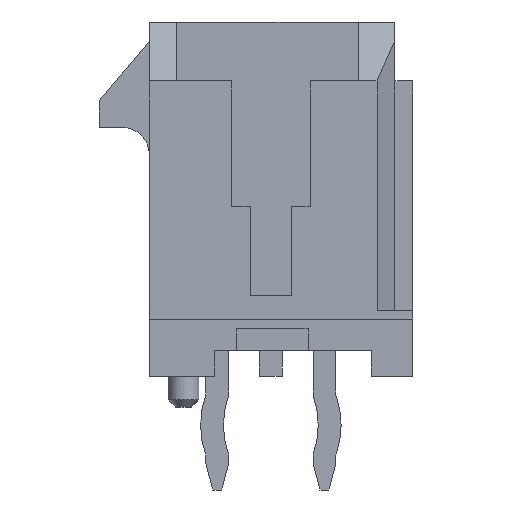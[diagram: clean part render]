
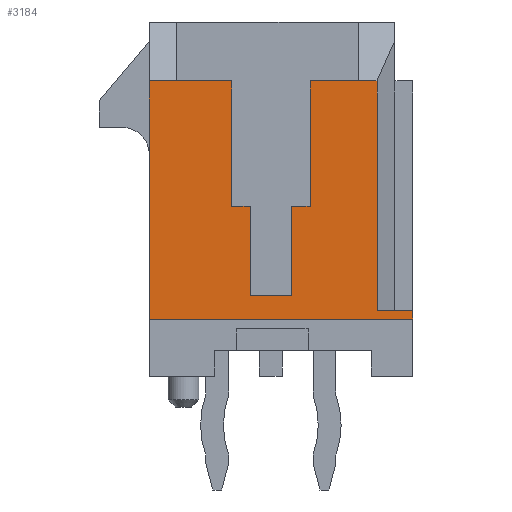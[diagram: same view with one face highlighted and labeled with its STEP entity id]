
A CAD part, left-side view. The second image highlights one B-rep face of the part: STEP entity #3184.
In plain terms, the highlighted planar face has unit normal (-1, 0, 0).
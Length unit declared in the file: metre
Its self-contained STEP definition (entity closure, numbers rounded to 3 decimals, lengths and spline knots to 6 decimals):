
#1580 = EDGE_CURVE( '', #4473, #4474, #4475, .T. );
#1740 = EDGE_CURVE( '', #4755, #4756, #4757, .T. );
#2120 = EDGE_CURVE( '', #5395, #5396, #5397, .T. );
#2220 = EDGE_CURVE( '', #4474, #5551, #5552, .T. );
#2344 = EDGE_CURVE( '', #4692, #5551, #5734, .T. );
#2432 = EDGE_CURVE( '', #5263, #5481, #5867, .T. );
#2722 = EDGE_CURVE( '', #6273, #5396, #6274, .T. );
#2854 = EDGE_CURVE( '', #4756, #5299, #6455, .T. );
#2856 = EDGE_CURVE( '', #6273, #5263, #6457, .T. );
#2962 = EDGE_CURVE( '', #5236, #6111, #6598, .T. );
#3184 = ADVANCED_FACE( '', ( #6884 ), #6885, .F. );
#3318 = EDGE_CURVE( '', #5481, #7050, #7051, .T. );
#3792 = EDGE_CURVE( '', #5299, #4473, #7626, .T. );
#3860 = EDGE_CURVE( '', #5236, #5395, #7708, .T. );
#3968 = EDGE_CURVE( '', #6111, #4755, #7825, .T. );
#3974 = EDGE_CURVE( '', #4692, #5914, #7831, .T. );
#4028 = EDGE_CURVE( '', #7050, #5914, #7897, .T. );
#4473 = VERTEX_POINT( '', #8413 );
#4474 = VERTEX_POINT( '', #8414 );
#4475 = LINE( '', #8415, #8416 );
#4692 = VERTEX_POINT( '', #8720 );
#4755 = VERTEX_POINT( '', #8807 );
#4756 = VERTEX_POINT( '', #8808 );
#4757 = LINE( '', #8809, #8810 );
#5236 = VERTEX_POINT( '', #9479 );
#5263 = VERTEX_POINT( '', #9520 );
#5299 = VERTEX_POINT( '', #9570 );
#5395 = VERTEX_POINT( '', #9712 );
#5396 = VERTEX_POINT( '', #9713 );
#5397 = LINE( '', #9714, #9715 );
#5481 = VERTEX_POINT( '', #9840 );
#5551 = VERTEX_POINT( '', #9946 );
#5552 = LINE( '', #9947, #9948 );
#5734 = LINE( '', #10203, #10204 );
#5867 = LINE( '', #10403, #10404 );
#5914 = VERTEX_POINT( '', #10478 );
#6111 = VERTEX_POINT( '', #10761 );
#6273 = VERTEX_POINT( '', #11012 );
#6274 = LINE( '', #11013, #11014 );
#6455 = LINE( '', #11274, #11275 );
#6457 = LINE( '', #11278, #11279 );
#6598 = LINE( '', #11487, #11488 );
#6884 = FACE_OUTER_BOUND( '', #11920, .T. );
#6885 = PLANE( '', #11921 );
#7050 = VERTEX_POINT( '', #12182 );
#7051 = LINE( '', #12183, #12184 );
#7626 = LINE( '', #13072, #13073 );
#7708 = LINE( '', #13200, #13201 );
#7825 = LINE( '', #13408, #13409 );
#7831 = LINE( '', #13420, #13421 );
#7897 = LINE( '', #13515, #13516 );
#8413 = CARTESIAN_POINT( '', ( -0.007825, 0.000143, 0.002278 ) );
#8414 = CARTESIAN_POINT( '', ( -0.007825, 0.000143, 0.004778 ) );
#8415 = CARTESIAN_POINT( '', ( -0.007825, 0.000143, 0.002278 ) );
#8416 = VECTOR( '', #13983, 1. );
#8720 = CARTESIAN_POINT( '', ( -0.007825, 0.000668, 0.008278 ) );
#8807 = CARTESIAN_POINT( '', ( -0.007825, -0.001532, 0.004778 ) );
#8808 = CARTESIAN_POINT( '', ( -0.007825, -0.001007, 0.004778 ) );
#8809 = CARTESIAN_POINT( '', ( -0.007825, -0.001532, 0.004778 ) );
#8810 = VECTOR( '', #14239, 1. );
#9479 = CARTESIAN_POINT( '', ( -0.007825, -0.002882, 0.008278 ) );
#9520 = CARTESIAN_POINT( '', ( -0.007825, -0.004402, 0.001618 ) );
#9570 = CARTESIAN_POINT( '', ( -0.007825, -0.001007, 0.002278 ) );
#9712 = CARTESIAN_POINT( '', ( -0.007825, -0.003402, 0.008278 ) );
#9713 = CARTESIAN_POINT( '', ( -0.007825, -0.003402, 0.001868 ) );
#9714 = CARTESIAN_POINT( '', ( -0.007825, -0.003402, 0.008278 ) );
#9715 = VECTOR( '', #14898, 1. );
#9840 = CARTESIAN_POINT( '', ( -0.007825, 0.002968, 0.001618 ) );
#9946 = CARTESIAN_POINT( '', ( -0.007825, 0.000668, 0.004778 ) );
#9947 = CARTESIAN_POINT( '', ( -0.007825, 0.000143, 0.004778 ) );
#9948 = VECTOR( '', #15027, 1. );
#10203 = CARTESIAN_POINT( '', ( -0.007825, 0.000668, 0.008278 ) );
#10204 = VECTOR( '', #15278, 1. );
#10403 = CARTESIAN_POINT( '', ( -0.007825, -0.004402, 0.001618 ) );
#10404 = VECTOR( '', #15396, 1. );
#10478 = CARTESIAN_POINT( '', ( -0.007825, 0.002208, 0.008278 ) );
#10761 = CARTESIAN_POINT( '', ( -0.007825, -0.001532, 0.008278 ) );
#11012 = CARTESIAN_POINT( '', ( -0.007825, -0.004402, 0.001868 ) );
#11013 = CARTESIAN_POINT( '', ( -0.007825, -0.004402, 0.001868 ) );
#11014 = VECTOR( '', #15855, 1. );
#11274 = CARTESIAN_POINT( '', ( -0.007825, -0.001007, 0.004778 ) );
#11275 = VECTOR( '', #16106, 1. );
#11278 = CARTESIAN_POINT( '', ( -0.007825, -0.004402, 0.001868 ) );
#11279 = VECTOR( '', #16107, 1. );
#11487 = CARTESIAN_POINT( '', ( -0.007825, -0.002882, 0.008278 ) );
#11488 = VECTOR( '', #16311, 1. );
#11920 = EDGE_LOOP( '', ( #16681, #16682, #16683, #16684, #16685, #16686, #16687, #16688, #16689, #16690, #16691, #16692, #16693, #16694, #16695, #16696 ) );
#11921 = AXIS2_PLACEMENT_3D( '', #16697, #16698, #16699 );
#12182 = CARTESIAN_POINT( '', ( -0.007825, 0.002968, 0.008278 ) );
#12183 = CARTESIAN_POINT( '', ( -0.007825, 0.002968, 0.001618 ) );
#12184 = VECTOR( '', #16927, 1. );
#13072 = CARTESIAN_POINT( '', ( -0.007825, -0.001007, 0.002278 ) );
#13073 = VECTOR( '', #17735, 1. );
#13200 = CARTESIAN_POINT( '', ( -0.007825, -0.002882, 0.008278 ) );
#13201 = VECTOR( '', #17870, 1. );
#13408 = CARTESIAN_POINT( '', ( -0.007825, -0.001532, 0.008278 ) );
#13409 = VECTOR( '', #17978, 1. );
#13420 = CARTESIAN_POINT( '', ( -0.007825, 0.000668, 0.008278 ) );
#13421 = VECTOR( '', #17981, 1. );
#13515 = CARTESIAN_POINT( '', ( -0.007825, 0.002968, 0.008278 ) );
#13516 = VECTOR( '', #18100, 1. );
#13983 = DIRECTION( '', ( 0., 0., 1. ) );
#14239 = DIRECTION( '', ( 0., 1., 0. ) );
#14898 = DIRECTION( '', ( 0., 0., -1. ) );
#15027 = DIRECTION( '', ( 0., 1., 0. ) );
#15278 = DIRECTION( '', ( 0., 0., -1. ) );
#15396 = DIRECTION( '', ( 0., 1., 0. ) );
#15855 = DIRECTION( '', ( 0., 1., 0. ) );
#16106 = DIRECTION( '', ( 0., 0., -1. ) );
#16107 = DIRECTION( '', ( 0., 0., -1. ) );
#16311 = DIRECTION( '', ( 0., 1., 0. ) );
#16681 = ORIENTED_EDGE( '', *, *, #1740, .T. );
#16682 = ORIENTED_EDGE( '', *, *, #2854, .T. );
#16683 = ORIENTED_EDGE( '', *, *, #3792, .T. );
#16684 = ORIENTED_EDGE( '', *, *, #1580, .T. );
#16685 = ORIENTED_EDGE( '', *, *, #2220, .T. );
#16686 = ORIENTED_EDGE( '', *, *, #2344, .F. );
#16687 = ORIENTED_EDGE( '', *, *, #3974, .T. );
#16688 = ORIENTED_EDGE( '', *, *, #4028, .F. );
#16689 = ORIENTED_EDGE( '', *, *, #3318, .F. );
#16690 = ORIENTED_EDGE( '', *, *, #2432, .F. );
#16691 = ORIENTED_EDGE( '', *, *, #2856, .F. );
#16692 = ORIENTED_EDGE( '', *, *, #2722, .T. );
#16693 = ORIENTED_EDGE( '', *, *, #2120, .F. );
#16694 = ORIENTED_EDGE( '', *, *, #3860, .F. );
#16695 = ORIENTED_EDGE( '', *, *, #2962, .T. );
#16696 = ORIENTED_EDGE( '', *, *, #3968, .T. );
#16697 = CARTESIAN_POINT( '', ( -0.007825, -0.000432, 0.004978 ) );
#16698 = DIRECTION( '', ( 1., 0., 0. ) );
#16699 = DIRECTION( '', ( 0., 1., 0. ) );
#16927 = DIRECTION( '', ( 0., 0., 1. ) );
#17735 = DIRECTION( '', ( 0., 1., 0. ) );
#17870 = DIRECTION( '', ( 0., -1., 0. ) );
#17978 = DIRECTION( '', ( 0., 0., -1. ) );
#17981 = DIRECTION( '', ( 0., 1., 0. ) );
#18100 = DIRECTION( '', ( 0., -1., 0. ) );
